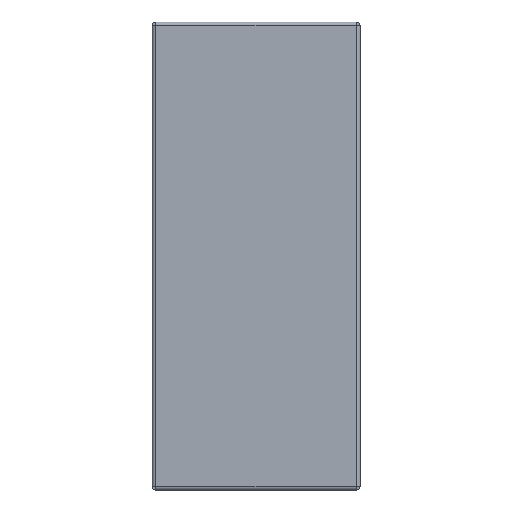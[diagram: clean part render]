
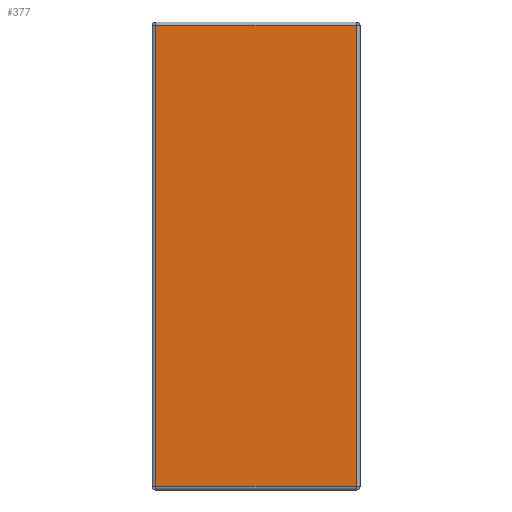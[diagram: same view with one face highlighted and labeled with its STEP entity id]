
A CAD part, front view. The second image highlights one B-rep face of the part: STEP entity #377.
In plain terms, the highlighted planar face has unit normal (0, -1, 0).
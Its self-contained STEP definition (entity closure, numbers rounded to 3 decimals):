
#377 = ADVANCED_FACE( '', ( #997 ), #998, .T. );
#997 = FACE_OUTER_BOUND( '', #2719, .T. );
#998 = PLANE( '', #2720 );
#2719 = EDGE_LOOP( '', ( #10849, #10850, #10851, #10852 ) );
#2720 = AXIS2_PLACEMENT_3D( '', #10853, #10854, #10855 );
#10849 = ORIENTED_EDGE( '', *, *, #12815, .T. );
#10850 = ORIENTED_EDGE( '', *, *, #12816, .T. );
#10851 = ORIENTED_EDGE( '', *, *, #12731, .T. );
#10852 = ORIENTED_EDGE( '', *, *, #12817, .T. );
#10853 = CARTESIAN_POINT( '', ( 0., 0., 0. ) );
#10854 = DIRECTION( '', ( 0., -1., 0. ) );
#10855 = DIRECTION( '', ( 0., 0., -1. ) );
#12731 = EDGE_CURVE( '', #13651, #13649, #13652, .T. );
#12815 = EDGE_CURVE( '', #13787, #13788, #13789, .T. );
#12816 = EDGE_CURVE( '', #13788, #13651, #13790, .T. );
#12817 = EDGE_CURVE( '', #13649, #13787, #13791, .T. );
#13649 = VERTEX_POINT( '', #15015 );
#13651 = VERTEX_POINT( '', #15026 );
#13652 = LINE( '', #15027, #15028 );
#13787 = VERTEX_POINT( '', #15454 );
#13788 = VERTEX_POINT( '', #15455 );
#13789 = LINE( '', #15456, #15457 );
#13790 = LINE( '', #15458, #15459 );
#13791 = LINE( '', #15460, #15461 );
#15015 = CARTESIAN_POINT( '', ( -98.12, 0., 225.12 ) );
#15026 = CARTESIAN_POINT( '', ( 98.12, 0., 225.12 ) );
#15027 = CARTESIAN_POINT( '', ( -98.12, 0., 225.12 ) );
#15028 = VECTOR( '', #17828, 1000. );
#15454 = CARTESIAN_POINT( '', ( -98.12, 0., -225.12 ) );
#15455 = CARTESIAN_POINT( '', ( 98.12, 0., -225.12 ) );
#15456 = CARTESIAN_POINT( '', ( 98.12, 0., -225.12 ) );
#15457 = VECTOR( '', #17896, 1000. );
#15458 = CARTESIAN_POINT( '', ( 98.12, 0., -228.6 ) );
#15459 = VECTOR( '', #17897, 1000. );
#15460 = CARTESIAN_POINT( '', ( -98.12, 0., 228.6 ) );
#15461 = VECTOR( '', #17898, 1000. );
#17828 = DIRECTION( '', ( -1., 0., 0. ) );
#17896 = DIRECTION( '', ( 1., 0., 0. ) );
#17897 = DIRECTION( '', ( 0., 0., 1. ) );
#17898 = DIRECTION( '', ( 0., 0., -1. ) );
